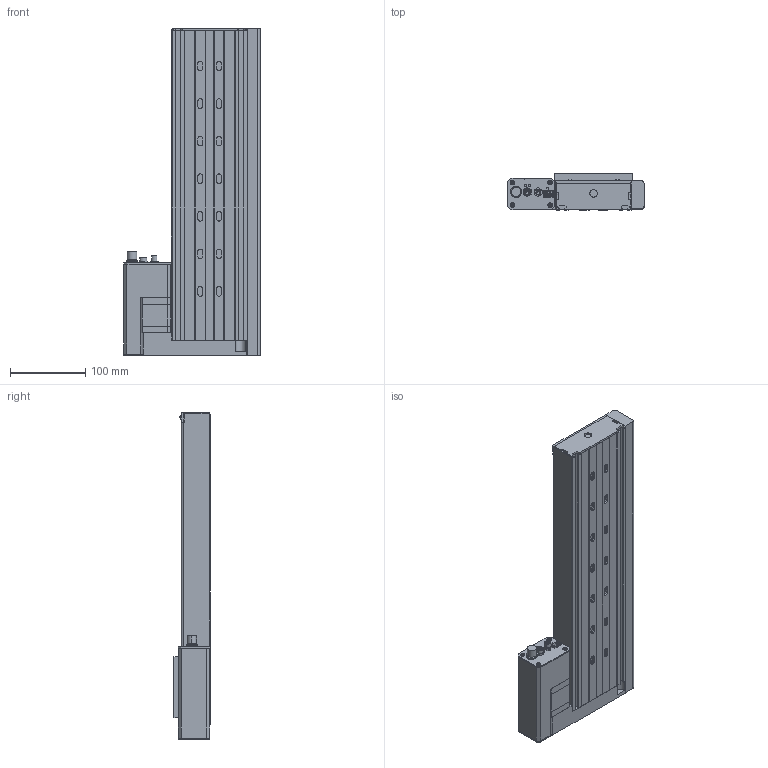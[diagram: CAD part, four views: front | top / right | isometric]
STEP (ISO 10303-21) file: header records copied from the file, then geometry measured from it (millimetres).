
FILE_DESCRIPTION (( 'STEP AP203' ), '1' );
FILE_NAME ('X-LRQ300xP-DE51C.step', '2023-05-17T23:57:15', ( '' ), ( '' ), 'SwSTEP 2.0', 'SolidWorks 2019', '' );
FILE_SCHEMA (( 'CONFIG_CONTROL_DESIGN' ));
Length unit declared in the file: millimetre
Products named in the file (4): NMS17_motor^LRQ_X-LRQ; LRQ_base^LRQ_LRQ300P-DEC; X-LRQ300xP-DE51C; LRQ_carriage^LRQ_LRQ-C
Assembly tree (3 placements, depth 2):
  X-LRQ300xP-DE51C
    LRQ_base^LRQ_LRQ300P-DEC
    LRQ_carriage^LRQ_LRQ-C
    NMS17_motor^LRQ_X-LRQ
Bounding box: 181.1 x 48 x 434.8 mm (x, y, z)
Volume: 1397492.5 mm3; surface area: 488336.2 mm2
Topology: 31 solids, 31 shells, 835 faces, 2113 edges, 1391 vertices
Faces by surface type: plane 527, cylinder 266, cone 30, torus 8, sphere 4
Entity records: 25690 total; most frequent: CARTESIAN_POINT 4661, DIRECTION 4332, ORIENTED_EDGE 4194, EDGE_CURVE 2097, LINE 1456, VECTOR 1456, AXIS2_PLACEMENT_3D 1438, VERTEX_POINT 1387
